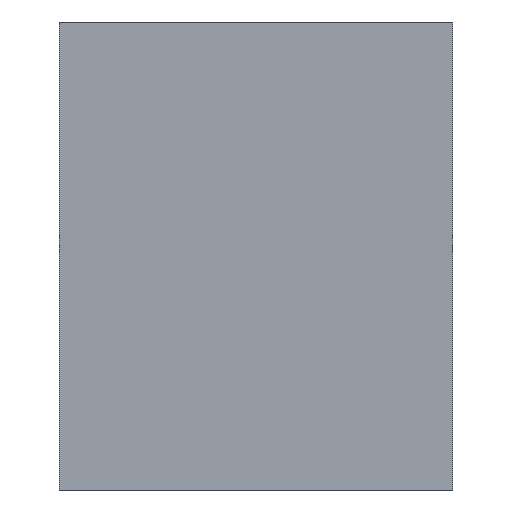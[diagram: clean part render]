
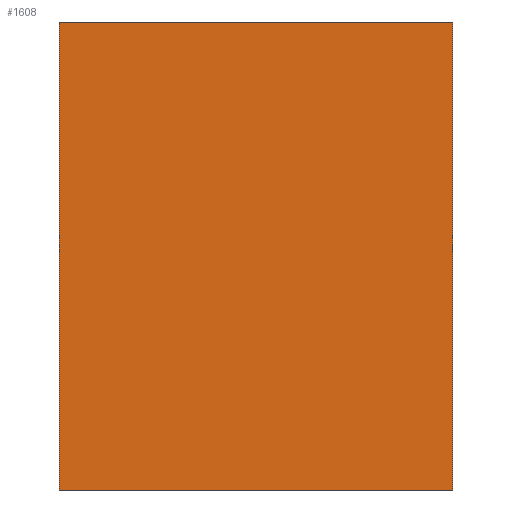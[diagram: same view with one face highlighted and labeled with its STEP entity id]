
A CAD part, front view. The second image highlights one B-rep face of the part: STEP entity #1608.
In plain terms, the highlighted planar face has unit normal (0, -1, 0).
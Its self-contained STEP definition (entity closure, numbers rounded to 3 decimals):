
#18 = CARTESIAN_POINT ( 'NONE',  ( 28.6, -15.3, -34. ) ) ;
#40 = DIRECTION ( 'NONE',  ( 0., 0., 1. ) ) ;
#50 = VERTEX_POINT ( 'NONE', #18 ) ;
#96 = ORIENTED_EDGE ( 'NONE', *, *, #1679, .F. ) ;
#141 = ORIENTED_EDGE ( 'NONE', *, *, #268, .F. ) ;
#150 = VECTOR ( 'NONE', #444, 1000. ) ;
#226 = ORIENTED_EDGE ( 'NONE', *, *, #984, .F. ) ;
#268 = EDGE_CURVE ( 'Defeature ausgef�hrt1_54+Defeature ausgef�hrt1_57+Defeature ausgef�hrt1_53+Defeature ausgef�hrt1_55', #50, #297, #1834, .T. ) ;
#287 = VERTEX_POINT ( 'NONE', #1309 ) ;
#297 = VERTEX_POINT ( 'NONE', #1329 ) ;
#349 = FACE_OUTER_BOUND ( 'NONE', #845, .T. ) ;
#444 = DIRECTION ( 'NONE',  ( 0., 0., -1. ) ) ;
#620 = CARTESIAN_POINT ( 'NONE',  ( 28.6, -15.3, -17. ) ) ;
#655 = PLANE ( 'NONE',  #1497 ) ;
#669 = VECTOR ( 'NONE', #1937, 1000. ) ;
#670 = CARTESIAN_POINT ( 'NONE',  ( -28.6, -15.3, -17. ) ) ;
#687 = ORIENTED_EDGE ( 'NONE', *, *, #1400, .F. ) ;
#791 = LINE ( 'NONE', #620, #150 ) ;
#795 = CARTESIAN_POINT ( 'NONE',  ( -14.3, -15.3, -17. ) ) ;
#845 = EDGE_LOOP ( 'NONE', ( #96, #141, #226, #687 ) ) ;
#860 = DIRECTION ( 'NONE',  ( -1., 0., 0. ) ) ;
#940 = DIRECTION ( 'NONE',  ( 0., 1., 0. ) ) ;
#964 = CARTESIAN_POINT ( 'NONE',  ( -28.6, -15.3, 34. ) ) ;
#984 = EDGE_CURVE ( 'Defeature ausgef�hrt1_53+Defeature ausgef�hrt1_57+Defeature ausgef�hrt1_56+Defeature ausgef�hrt1_54', #287, #50, #791, .T. ) ;
#1076 = LINE ( 'NONE', #1205, #669 ) ;
#1185 = CARTESIAN_POINT ( 'NONE',  ( -14.3, -15.3, -34. ) ) ;
#1205 = CARTESIAN_POINT ( 'NONE',  ( -14.3, -15.3, 34. ) ) ;
#1259 = VERTEX_POINT ( 'NONE', #964 ) ;
#1309 = CARTESIAN_POINT ( 'NONE',  ( 28.6, -15.3, 34. ) ) ;
#1329 = CARTESIAN_POINT ( 'NONE',  ( -28.6, -15.3, -34. ) ) ;
#1384 = LINE ( 'NONE', #670, #1800 ) ;
#1400 = EDGE_CURVE ( 'Defeature ausgef�hrt1_56+Defeature ausgef�hrt1_57+Defeature ausgef�hrt1_55+Defeature ausgef�hrt1_53', #1259, #287, #1076, .T. ) ;
#1412 = VECTOR ( 'NONE', #860, 1000. ) ;
#1497 = AXIS2_PLACEMENT_3D ( 'NONE', #795, #940, #40 ) ;
#1608 = ADVANCED_FACE ( 'Defeature ausgef�hrt1_57', ( #349 ), #655, .F. ) ;
#1679 = EDGE_CURVE ( 'Defeature ausgef�hrt1_55+Defeature ausgef�hrt1_57+Defeature ausgef�hrt1_54+Defeature ausgef�hrt1_56', #297, #1259, #1384, .T. ) ;
#1800 = VECTOR ( 'NONE', #1928, 1000. ) ;
#1834 = LINE ( 'NONE', #1185, #1412 ) ;
#1928 = DIRECTION ( 'NONE',  ( 0., 0., 1. ) ) ;
#1937 = DIRECTION ( 'NONE',  ( 1., 0., 0. ) ) ;
